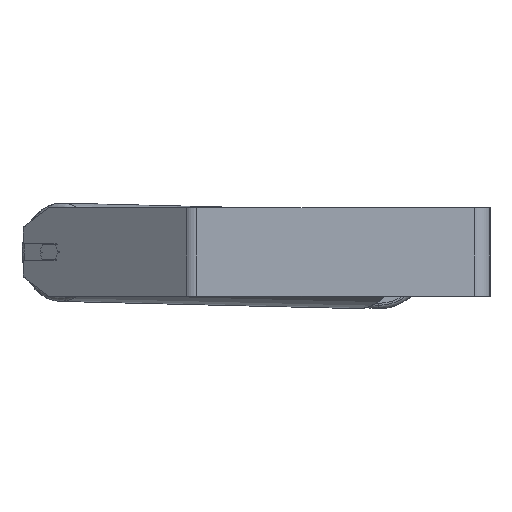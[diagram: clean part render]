
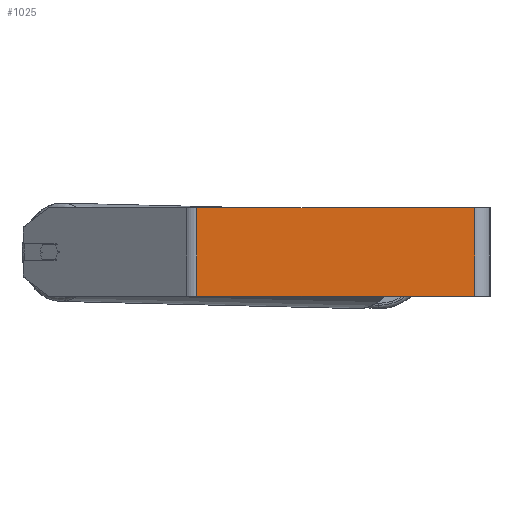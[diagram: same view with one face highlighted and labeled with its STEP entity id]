
A CAD part, left-side view. The second image highlights one B-rep face of the part: STEP entity #1025.
In plain terms, the highlighted planar face has unit normal (-1, 0, 0).
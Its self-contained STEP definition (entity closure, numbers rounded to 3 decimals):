
#131 = LINE ( 'NONE', #4910, #7408 ) ;
#376 = VERTEX_POINT ( 'NONE', #1533 ) ;
#541 = DIRECTION ( 'NONE',  ( 1., 0., 0. ) ) ;
#1025 = ADVANCED_FACE ( 'NONE', ( #2389 ), #3716, .F. ) ;
#1475 = EDGE_LOOP ( 'NONE', ( #2091, #3239, #5087, #2474 ) ) ;
#1533 = CARTESIAN_POINT ( 'NONE',  ( -700., 265.493, -40. ) ) ;
#2091 = ORIENTED_EDGE ( 'NONE', *, *, #4721, .T. ) ;
#2151 = DIRECTION ( 'NONE',  ( 0., 0., -1. ) ) ;
#2389 = FACE_OUTER_BOUND ( 'NONE', #1475, .T. ) ;
#2474 = ORIENTED_EDGE ( 'NONE', *, *, #4695, .T. ) ;
#2880 = VECTOR ( 'NONE', #5264, 1000. ) ;
#3239 = ORIENTED_EDGE ( 'NONE', *, *, #4252, .F. ) ;
#3264 = LINE ( 'NONE', #5969, #2880 ) ;
#3284 = LINE ( 'NONE', #6038, #8275 ) ;
#3570 = CARTESIAN_POINT ( 'NONE',  ( -700., 270.589, -40. ) ) ;
#3599 = AXIS2_PLACEMENT_3D ( 'NONE', #7925, #541, #6500 ) ;
#3716 = PLANE ( 'NONE',  #3599 ) ;
#4073 = CARTESIAN_POINT ( 'NONE',  ( -700., 14., -40. ) ) ;
#4151 = LINE ( 'NONE', #3570, #5851 ) ;
#4252 = EDGE_CURVE ( 'NONE', #5994, #4673, #3264, .T. ) ;
#4533 = VERTEX_POINT ( 'NONE', #7450 ) ;
#4673 = VERTEX_POINT ( 'NONE', #4073 ) ;
#4695 = EDGE_CURVE ( 'NONE', #4533, #376, #131, .T. ) ;
#4721 = EDGE_CURVE ( 'NONE', #376, #4673, #4151, .T. ) ;
#4910 = CARTESIAN_POINT ( 'NONE',  ( -700., 265.493, 40. ) ) ;
#5087 = ORIENTED_EDGE ( 'NONE', *, *, #5733, .F. ) ;
#5264 = DIRECTION ( 'NONE',  ( 0., 0., -1. ) ) ;
#5733 = EDGE_CURVE ( 'NONE', #4533, #5994, #3284, .T. ) ;
#5828 = CARTESIAN_POINT ( 'NONE',  ( -700., 14., 40. ) ) ;
#5851 = VECTOR ( 'NONE', #7513, 1000. ) ;
#5969 = CARTESIAN_POINT ( 'NONE',  ( -700., 14., 40. ) ) ;
#5986 = DIRECTION ( 'NONE',  ( 0., -1., 0. ) ) ;
#5994 = VERTEX_POINT ( 'NONE', #5828 ) ;
#6038 = CARTESIAN_POINT ( 'NONE',  ( -700., 270.589, 40. ) ) ;
#6500 = DIRECTION ( 'NONE',  ( 0., 0., -1. ) ) ;
#7408 = VECTOR ( 'NONE', #2151, 1000. ) ;
#7450 = CARTESIAN_POINT ( 'NONE',  ( -700., 265.493, 40. ) ) ;
#7513 = DIRECTION ( 'NONE',  ( 0., -1., 0. ) ) ;
#7925 = CARTESIAN_POINT ( 'NONE',  ( -700., 270.589, 40. ) ) ;
#8275 = VECTOR ( 'NONE', #5986, 1000. ) ;
